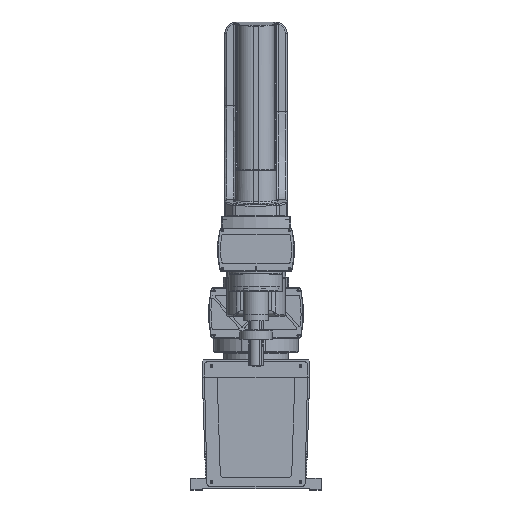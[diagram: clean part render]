
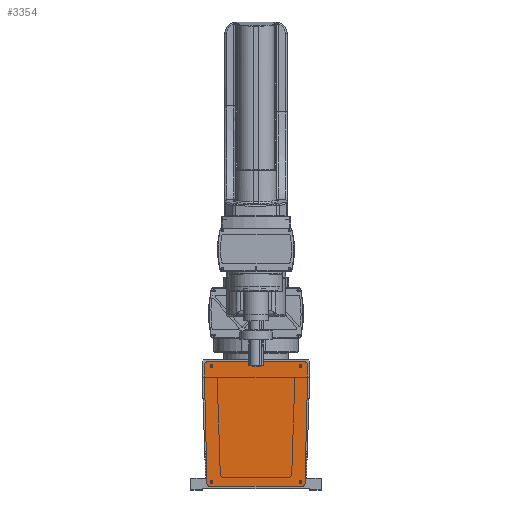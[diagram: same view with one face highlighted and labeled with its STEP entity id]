
A CAD part, top view. The second image highlights one B-rep face of the part: STEP entity #3354.
In plain terms, the highlighted planar face has unit normal (0, 0, 1).
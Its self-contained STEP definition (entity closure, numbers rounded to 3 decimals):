
#669 = CARTESIAN_POINT ( 'NONE',  ( 82.38, 215.5, 247. ) ) ;
#862 = EDGE_CURVE ( 'NONE', #25649, #25649, #20779, .T. ) ;
#1707 = AXIS2_PLACEMENT_3D ( 'NONE', #3450, #17592, #10388 ) ;
#2038 = DIRECTION ( 'NONE',  ( -1., 0., 0. ) ) ;
#2218 = DIRECTION ( 'NONE',  ( 0., 0., -1. ) ) ;
#2428 = EDGE_CURVE ( 'NONE', #7186, #6254, #20090, .T. ) ;
#2559 = CIRCLE ( 'NONE', #15738, 5. ) ;
#2566 = VERTEX_POINT ( 'NONE', #6721 ) ;
#2724 = VERTEX_POINT ( 'NONE', #6682 ) ;
#3027 = EDGE_CURVE ( 'NONE', #19922, #19922, #6831, .T. ) ;
#3354 = ADVANCED_FACE ( 'NONE', ( #6896, #16030, #11895, #11139, #12676 ), #7193, .F. ) ;
#3450 = CARTESIAN_POINT ( 'NONE',  ( 75., 208., 247. ) ) ;
#3523 = AXIS2_PLACEMENT_3D ( 'NONE', #6859, #4541, #23997 ) ;
#3883 = CARTESIAN_POINT ( 'NONE',  ( 87.378, 210.381, 247. ) ) ;
#4028 = CIRCLE ( 'NONE', #1707, 2.5 ) ;
#4288 = EDGE_LOOP ( 'NONE', ( #25923 ) ) ;
#4541 = DIRECTION ( 'NONE',  ( 0., 0., 1. ) ) ;
#4932 = AXIS2_PLACEMENT_3D ( 'NONE', #11552, #7484, #26851 ) ;
#6254 = VERTEX_POINT ( 'NONE', #16302 ) ;
#6403 = VECTOR ( 'NONE', #28225, 1000. ) ;
#6436 = CARTESIAN_POINT ( 'NONE',  ( -82.38, 215.5, 247. ) ) ;
#6682 = CARTESIAN_POINT ( 'NONE',  ( -82.38, 215.5, 247. ) ) ;
#6721 = CARTESIAN_POINT ( 'NONE',  ( 82.616, 10.381, 247. ) ) ;
#6750 = VERTEX_POINT ( 'NONE', #8449 ) ;
#6831 = CIRCLE ( 'NONE', #3523, 2.5 ) ;
#6843 = CIRCLE ( 'NONE', #20627, 2.5 ) ;
#6859 = CARTESIAN_POINT ( 'NONE',  ( 75., 13., 247. ) ) ;
#6896 = FACE_BOUND ( 'NONE', #4288, .T. ) ;
#7165 = EDGE_CURVE ( 'NONE', #26199, #26199, #4028, .T. ) ;
#7186 = VERTEX_POINT ( 'NONE', #12942 ) ;
#7193 = PLANE ( 'NONE',  #22991 ) ;
#7253 = EDGE_CURVE ( 'NONE', #6750, #23011, #2559, .T. ) ;
#7357 = EDGE_CURVE ( 'NONE', #20402, #9627, #21957, .T. ) ;
#7484 = DIRECTION ( 'NONE',  ( 0., 0., 1. ) ) ;
#7708 = CARTESIAN_POINT ( 'NONE',  ( 77.5, 13., 247. ) ) ;
#8216 = EDGE_CURVE ( 'NONE', #9627, #7186, #8257, .T. ) ;
#8257 = CIRCLE ( 'NONE', #12960, 5. ) ;
#8281 = DIRECTION ( 'NONE',  ( 1., 0., 0. ) ) ;
#8449 = CARTESIAN_POINT ( 'NONE',  ( 87.378, 210.381, 247. ) ) ;
#8851 = CARTESIAN_POINT ( 'NONE',  ( -82.616, 10.381, 247. ) ) ;
#9048 = VECTOR ( 'NONE', #18064, 1000. ) ;
#9142 = DIRECTION ( 'NONE',  ( -1., 0., 0. ) ) ;
#9627 = VERTEX_POINT ( 'NONE', #27906 ) ;
#10340 = CARTESIAN_POINT ( 'NONE',  ( 77.618, 5.5, 247. ) ) ;
#10388 = DIRECTION ( 'NONE',  ( 1., 0., 0. ) ) ;
#11139 = FACE_BOUND ( 'NONE', #19113, .T. ) ;
#11143 = VECTOR ( 'NONE', #9142, 1000. ) ;
#11147 = ORIENTED_EDGE ( 'NONE', *, *, #2428, .T. ) ;
#11552 = CARTESIAN_POINT ( 'NONE',  ( -75., 208., 247. ) ) ;
#11770 = CARTESIAN_POINT ( 'NONE',  ( -72.5, 13., 247. ) ) ;
#11895 = FACE_BOUND ( 'NONE', #28128, .T. ) ;
#11899 = LINE ( 'NONE', #6436, #11143 ) ;
#12162 = DIRECTION ( 'NONE',  ( 0., 0., 1. ) ) ;
#12676 = FACE_OUTER_BOUND ( 'NONE', #28763, .T. ) ;
#12942 = CARTESIAN_POINT ( 'NONE',  ( -77.618, 5.5, 247. ) ) ;
#12960 = AXIS2_PLACEMENT_3D ( 'NONE', #23716, #26179, #2038 ) ;
#13037 = EDGE_CURVE ( 'NONE', #2724, #20402, #22143, .T. ) ;
#13482 = EDGE_CURVE ( 'NONE', #23011, #2724, #11899, .T. ) ;
#13810 = AXIS2_PLACEMENT_3D ( 'NONE', #17354, #17132, #27029 ) ;
#14535 = CARTESIAN_POINT ( 'NONE',  ( 77.618, 10.5, 247. ) ) ;
#14614 = ORIENTED_EDGE ( 'NONE', *, *, #24078, .F. ) ;
#14897 = ORIENTED_EDGE ( 'NONE', *, *, #7165, .F. ) ;
#14974 = ORIENTED_EDGE ( 'NONE', *, *, #25720, .T. ) ;
#14980 = ORIENTED_EDGE ( 'NONE', *, *, #7357, .T. ) ;
#15025 = CARTESIAN_POINT ( 'NONE',  ( -75., 13., 247. ) ) ;
#15185 = ORIENTED_EDGE ( 'NONE', *, *, #13037, .T. ) ;
#15372 = DIRECTION ( 'NONE',  ( 0., 0., 1. ) ) ;
#15642 = ORIENTED_EDGE ( 'NONE', *, *, #7253, .T. ) ;
#15738 = AXIS2_PLACEMENT_3D ( 'NONE', #19566, #12162, #28929 ) ;
#16030 = FACE_BOUND ( 'NONE', #30928, .T. ) ;
#16302 = CARTESIAN_POINT ( 'NONE',  ( 77.618, 5.5, 247. ) ) ;
#17132 = DIRECTION ( 'NONE',  ( 0., 0., 1. ) ) ;
#17354 = CARTESIAN_POINT ( 'NONE',  ( 77.618, 10.5, 247. ) ) ;
#17592 = DIRECTION ( 'NONE',  ( 0., 0., 1. ) ) ;
#18064 = DIRECTION ( 'NONE',  ( 0.024, -1., 0. ) ) ;
#19113 = EDGE_LOOP ( 'NONE', ( #14897 ) ) ;
#19531 = CARTESIAN_POINT ( 'NONE',  ( -72.5, 208., 247. ) ) ;
#19566 = CARTESIAN_POINT ( 'NONE',  ( 82.38, 210.5, 247. ) ) ;
#19922 = VERTEX_POINT ( 'NONE', #7708 ) ;
#20090 = LINE ( 'NONE', #10340, #28833 ) ;
#20285 = EDGE_CURVE ( 'NONE', #6254, #2566, #27671, .T. ) ;
#20362 = DIRECTION ( 'NONE',  ( 0., 0., 1. ) ) ;
#20402 = VERTEX_POINT ( 'NONE', #29917 ) ;
#20627 = AXIS2_PLACEMENT_3D ( 'NONE', #15025, #20362, #29729 ) ;
#20779 = CIRCLE ( 'NONE', #4932, 2.5 ) ;
#21532 = ORIENTED_EDGE ( 'NONE', *, *, #13482, .T. ) ;
#21957 = LINE ( 'NONE', #8851, #9048 ) ;
#22143 = CIRCLE ( 'NONE', #30722, 5. ) ;
#22316 = DIRECTION ( 'NONE',  ( -1., 0., 0. ) ) ;
#22441 = LINE ( 'NONE', #3883, #6403 ) ;
#22708 = ORIENTED_EDGE ( 'NONE', *, *, #8216, .T. ) ;
#22991 = AXIS2_PLACEMENT_3D ( 'NONE', #14535, #2218, #22316 ) ;
#23011 = VERTEX_POINT ( 'NONE', #669 ) ;
#23716 = CARTESIAN_POINT ( 'NONE',  ( -77.618, 10.5, 247. ) ) ;
#23997 = DIRECTION ( 'NONE',  ( 1., 0., 0. ) ) ;
#24078 = EDGE_CURVE ( 'NONE', #31146, #31146, #6843, .T. ) ;
#25649 = VERTEX_POINT ( 'NONE', #19531 ) ;
#25689 = ORIENTED_EDGE ( 'NONE', *, *, #3027, .F. ) ;
#25720 = EDGE_CURVE ( 'NONE', #2566, #6750, #22441, .T. ) ;
#25923 = ORIENTED_EDGE ( 'NONE', *, *, #862, .F. ) ;
#26179 = DIRECTION ( 'NONE',  ( 0., 0., 1. ) ) ;
#26199 = VERTEX_POINT ( 'NONE', #27487 ) ;
#26851 = DIRECTION ( 'NONE',  ( 1., 0., 0. ) ) ;
#27029 = DIRECTION ( 'NONE',  ( -1., 0., 0. ) ) ;
#27487 = CARTESIAN_POINT ( 'NONE',  ( 77.5, 208., 247. ) ) ;
#27671 = CIRCLE ( 'NONE', #13810, 5. ) ;
#27676 = DIRECTION ( 'NONE',  ( 1., 0., 0. ) ) ;
#27906 = CARTESIAN_POINT ( 'NONE',  ( -82.616, 10.381, 247. ) ) ;
#28128 = EDGE_LOOP ( 'NONE', ( #14614 ) ) ;
#28225 = DIRECTION ( 'NONE',  ( 0.024, 1., 0. ) ) ;
#28763 = EDGE_LOOP ( 'NONE', ( #31310, #14974, #15642, #21532, #15185, #14980, #22708, #11147 ) ) ;
#28833 = VECTOR ( 'NONE', #8281, 1000. ) ;
#28929 = DIRECTION ( 'NONE',  ( -1., 0., 0. ) ) ;
#29729 = DIRECTION ( 'NONE',  ( 1., 0., 0. ) ) ;
#29917 = CARTESIAN_POINT ( 'NONE',  ( -87.378, 210.381, 247. ) ) ;
#29984 = CARTESIAN_POINT ( 'NONE',  ( -82.38, 210.5, 247. ) ) ;
#30722 = AXIS2_PLACEMENT_3D ( 'NONE', #29984, #15372, #27676 ) ;
#30928 = EDGE_LOOP ( 'NONE', ( #25689 ) ) ;
#31146 = VERTEX_POINT ( 'NONE', #11770 ) ;
#31310 = ORIENTED_EDGE ( 'NONE', *, *, #20285, .T. ) ;
